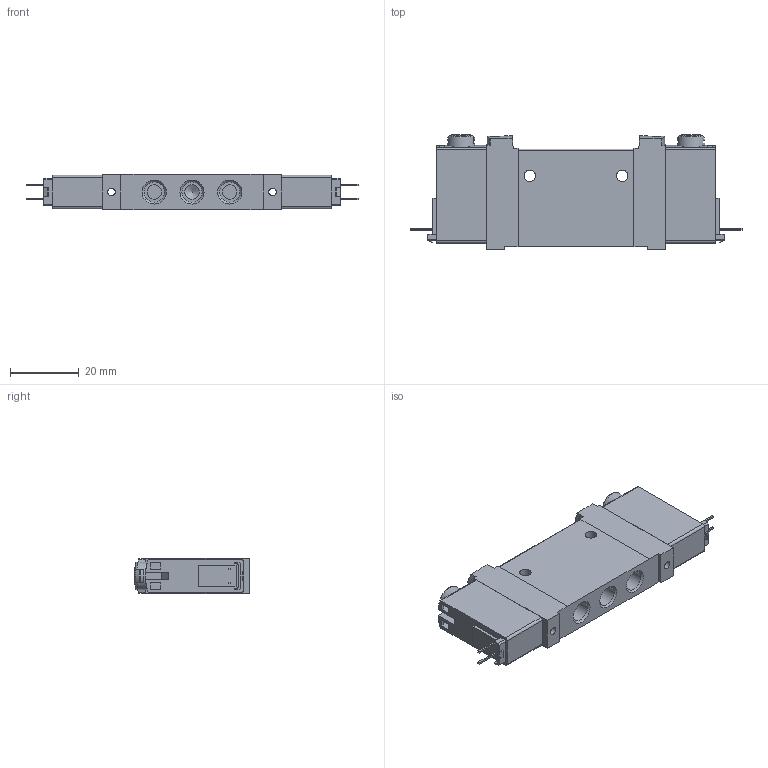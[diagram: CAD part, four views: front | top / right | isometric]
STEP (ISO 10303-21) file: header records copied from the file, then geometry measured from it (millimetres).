
FILE_DESCRIPTION(/* description */ ('VUVG-(G)-Directional control valves for standard applications'),/* implementation_level */ '2;1');
FILE_NAME(/* name */ '564212 VUVG-LK10-B52---T-M7--1H2--L-----(G).ipt.stp',/* time_stamp */ '2017-12-11T12:31:59-08:00',/* author */ ('Cadenas PARTsolutions'),/* organization */ ('FESTO'),/* preprocessor_version */ 'ST-DEVELOPER v16.13',/* originating_system */ 'Autodesk Inventor 2018',/* authorisation */ '');
FILE_SCHEMA (('AUTOMOTIVE_DESIGN { 1 0 10303 214 3 1 1 }'));
Length unit declared in the file: millimetre
Products named in the file (1): 564212 VUVG-LK10-B52---T-M7--1H2--L-----(G)
Bounding box: 96.8 x 33.47 x 10.25 mm (x, y, z)
Volume: 22278.5 mm3; surface area: 9339.2 mm2
Topology: 1 solids, 1 shells, 323 faces, 843 edges, 555 vertices
Faces by surface type: plane 247, cylinder 54, cone 14, torus 6, sphere 2
Full cylindrical faces by diameter (mm): 3.3 x2, 3.8 x2, 3.9 x2, 4.2 x3, 5.917 x5, 8.1 x2
Entity records: 10001 total; most frequent: CARTESIAN_POINT 2013, DIRECTION 1630, ORIENTED_EDGE 1612, EDGE_CURVE 806, LINE 572, VECTOR 572, VERTEX_POINT 548, AXIS2_PLACEMENT_3D 529
